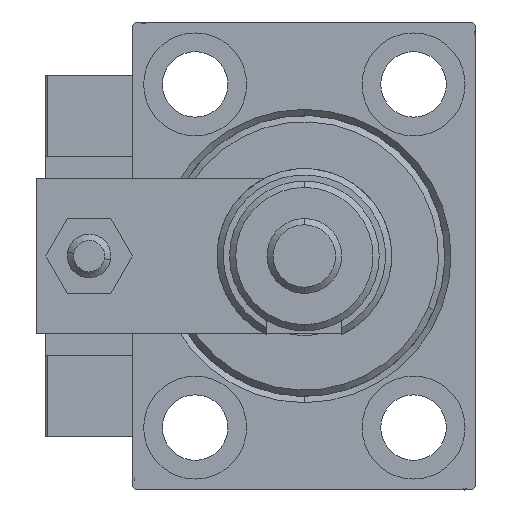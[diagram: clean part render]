
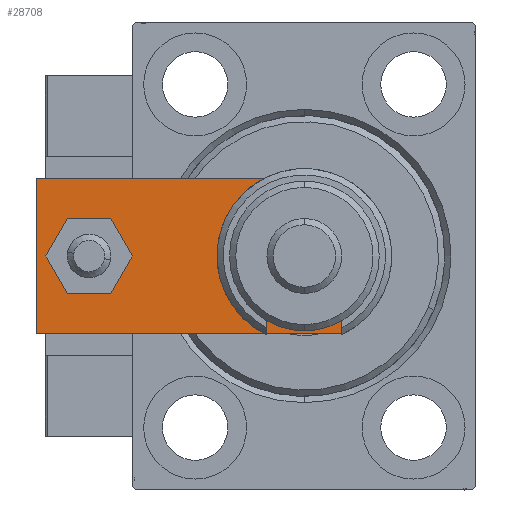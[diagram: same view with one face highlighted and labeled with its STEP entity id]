
A CAD part, left-side view. The second image highlights one B-rep face of the part: STEP entity #28708.
In plain terms, the highlighted face is planar.
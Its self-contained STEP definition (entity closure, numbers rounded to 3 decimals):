
#212 = CARTESIAN_POINT ( 'NONE',  ( -3.42, -3.42, 6. ) ) ;
#219 = EDGE_CURVE ( 'NONE', #7243, #48723, #28081, .T. ) ;
#304 = LINE ( 'NONE', #28571, #13737 ) ;
#597 = DIRECTION ( 'NONE',  ( -1., 0., 0. ) ) ;
#2290 = CARTESIAN_POINT ( 'NONE',  ( -6.84, 0., 6. ) ) ;
#2815 = DIRECTION ( 'NONE',  ( 0., 0., 1. ) ) ;
#3959 = EDGE_CURVE ( 'NONE', #31996, #22775, #13870, .T. ) ;
#3998 = DIRECTION ( 'NONE',  ( 0., 0., 1. ) ) ;
#4964 = VERTEX_POINT ( 'NONE', #51142 ) ;
#5723 = CARTESIAN_POINT ( 'NONE',  ( -12.5, 5.66, 6. ) ) ;
#6144 = DIRECTION ( 'NONE',  ( 0.707, 0.707, 0. ) ) ;
#6677 = FACE_BOUND ( 'NONE', #7496, .T. ) ;
#7184 = EDGE_CURVE ( 'NONE', #4964, #14883, #304, .T. ) ;
#7201 = CARTESIAN_POINT ( 'NONE',  ( 0., 12., 6. ) ) ;
#7243 = VERTEX_POINT ( 'NONE', #28310 ) ;
#7327 = CARTESIAN_POINT ( 'NONE',  ( 0., 46.5, 6. ) ) ;
#7496 = EDGE_LOOP ( 'NONE', ( #22243, #42380 ) ) ;
#7595 = DIRECTION ( 'NONE',  ( 1., 0., 0. ) ) ;
#7636 = CARTESIAN_POINT ( 'NONE',  ( 4., 46.5, 6. ) ) ;
#7917 = CARTESIAN_POINT ( 'NONE',  ( 0., 46.5, 6. ) ) ;
#8425 = CIRCLE ( 'NONE', #10137, 8.25 ) ;
#8430 = EDGE_CURVE ( 'NONE', #48723, #7243, #19743, .T. ) ;
#9503 = VECTOR ( 'NONE', #6144, 1000. ) ;
#10137 = AXIS2_PLACEMENT_3D ( 'NONE', #7201, #3998, #27476 ) ;
#10473 = CARTESIAN_POINT ( 'NONE',  ( -12.5, 0., 6. ) ) ;
#11195 = CARTESIAN_POINT ( 'NONE',  ( 0., 0., 6. ) ) ;
#11461 = PLANE ( 'NONE',  #28140 ) ;
#11475 = VECTOR ( 'NONE', #18461, 1000. ) ;
#12381 = CARTESIAN_POINT ( 'NONE',  ( 12.5, 0., 6. ) ) ;
#12807 = EDGE_CURVE ( 'NONE', #25158, #31996, #18196, .T. ) ;
#13737 = VECTOR ( 'NONE', #17086, 1000. ) ;
#13870 = LINE ( 'NONE', #26407, #9503 ) ;
#13961 = ORIENTED_EDGE ( 'NONE', *, *, #25008, .F. ) ;
#14295 = CARTESIAN_POINT ( 'NONE',  ( -8.25, 12., 6. ) ) ;
#14883 = VERTEX_POINT ( 'NONE', #5723 ) ;
#16073 = VECTOR ( 'NONE', #24661, 1000. ) ;
#16480 = DIRECTION ( 'NONE',  ( 0.707, -0.707, 0. ) ) ;
#17086 = DIRECTION ( 'NONE',  ( 0., -1., 0. ) ) ;
#17202 = VECTOR ( 'NONE', #16480, 1000. ) ;
#18196 = LINE ( 'NONE', #10473, #11475 ) ;
#18461 = DIRECTION ( 'NONE',  ( 1., 0., 0. ) ) ;
#18463 = VERTEX_POINT ( 'NONE', #14295 ) ;
#18699 = AXIS2_PLACEMENT_3D ( 'NONE', #7917, #36182, #48738 ) ;
#18900 = EDGE_LOOP ( 'NONE', ( #49390, #41390, #28738, #36215, #44877, #38291 ) ) ;
#19743 = CIRCLE ( 'NONE', #41070, 4. ) ;
#20079 = CARTESIAN_POINT ( 'NONE',  ( 0., 12., 6. ) ) ;
#21375 = LINE ( 'NONE', #32862, #29374 ) ;
#22243 = ORIENTED_EDGE ( 'NONE', *, *, #219, .F. ) ;
#22775 = VERTEX_POINT ( 'NONE', #49267 ) ;
#23749 = DIRECTION ( 'NONE',  ( 0., 0., 1. ) ) ;
#24661 = DIRECTION ( 'NONE',  ( 0., 1., 0. ) ) ;
#25008 = EDGE_CURVE ( 'NONE', #41004, #18463, #8425, .T. ) ;
#25158 = VERTEX_POINT ( 'NONE', #2290 ) ;
#25288 = EDGE_CURVE ( 'NONE', #22775, #31211, #31868, .T. ) ;
#26407 = CARTESIAN_POINT ( 'NONE',  ( 3.42, -3.42, 6. ) ) ;
#27476 = DIRECTION ( 'NONE',  ( 1., 0., 0. ) ) ;
#27554 = DIRECTION ( 'NONE',  ( 0., 0., 1. ) ) ;
#28081 = CIRCLE ( 'NONE', #18699, 4. ) ;
#28140 = AXIS2_PLACEMENT_3D ( 'NONE', #11195, #23749, #40009 ) ;
#28310 = CARTESIAN_POINT ( 'NONE',  ( -4., 46.5, 6. ) ) ;
#28421 = AXIS2_PLACEMENT_3D ( 'NONE', #20079, #27554, #31817 ) ;
#28571 = CARTESIAN_POINT ( 'NONE',  ( -12.5, 55., 6. ) ) ;
#28708 = ADVANCED_FACE ( 'NONE', ( #6677, #43485, #48022 ), #11461, .T. ) ;
#28738 = ORIENTED_EDGE ( 'NONE', *, *, #12807, .T. ) ;
#29374 = VECTOR ( 'NONE', #597, 1000. ) ;
#31211 = VERTEX_POINT ( 'NONE', #41534 ) ;
#31817 = DIRECTION ( 'NONE',  ( 1., 0., 0. ) ) ;
#31868 = LINE ( 'NONE', #12381, #16073 ) ;
#31996 = VERTEX_POINT ( 'NONE', #39157 ) ;
#32813 = EDGE_CURVE ( 'NONE', #14883, #25158, #37004, .T. ) ;
#32862 = CARTESIAN_POINT ( 'NONE',  ( 12.5, 55., 6. ) ) ;
#35180 = EDGE_CURVE ( 'NONE', #31211, #4964, #21375, .T. ) ;
#36182 = DIRECTION ( 'NONE',  ( 0., 0., 1. ) ) ;
#36215 = ORIENTED_EDGE ( 'NONE', *, *, #3959, .T. ) ;
#37004 = LINE ( 'NONE', #212, #17202 ) ;
#38291 = ORIENTED_EDGE ( 'NONE', *, *, #35180, .T. ) ;
#39107 = CARTESIAN_POINT ( 'NONE',  ( 8.25, 12., 6. ) ) ;
#39157 = CARTESIAN_POINT ( 'NONE',  ( 6.84, 0., 6. ) ) ;
#40009 = DIRECTION ( 'NONE',  ( 1., 0., 0. ) ) ;
#40014 = ORIENTED_EDGE ( 'NONE', *, *, #46052, .F. ) ;
#41004 = VERTEX_POINT ( 'NONE', #39107 ) ;
#41070 = AXIS2_PLACEMENT_3D ( 'NONE', #7327, #2815, #7595 ) ;
#41390 = ORIENTED_EDGE ( 'NONE', *, *, #32813, .T. ) ;
#41534 = CARTESIAN_POINT ( 'NONE',  ( 12.5, 55., 6. ) ) ;
#42380 = ORIENTED_EDGE ( 'NONE', *, *, #8430, .F. ) ;
#43485 = FACE_OUTER_BOUND ( 'NONE', #18900, .T. ) ;
#44877 = ORIENTED_EDGE ( 'NONE', *, *, #25288, .T. ) ;
#45521 = EDGE_LOOP ( 'NONE', ( #40014, #13961 ) ) ;
#46052 = EDGE_CURVE ( 'NONE', #18463, #41004, #47167, .T. ) ;
#47167 = CIRCLE ( 'NONE', #28421, 8.25 ) ;
#48022 = FACE_BOUND ( 'NONE', #45521, .T. ) ;
#48723 = VERTEX_POINT ( 'NONE', #7636 ) ;
#48738 = DIRECTION ( 'NONE',  ( 1., 0., 0. ) ) ;
#49267 = CARTESIAN_POINT ( 'NONE',  ( 12.5, 5.66, 6. ) ) ;
#49390 = ORIENTED_EDGE ( 'NONE', *, *, #7184, .T. ) ;
#51142 = CARTESIAN_POINT ( 'NONE',  ( -12.5, 55., 6. ) ) ;
